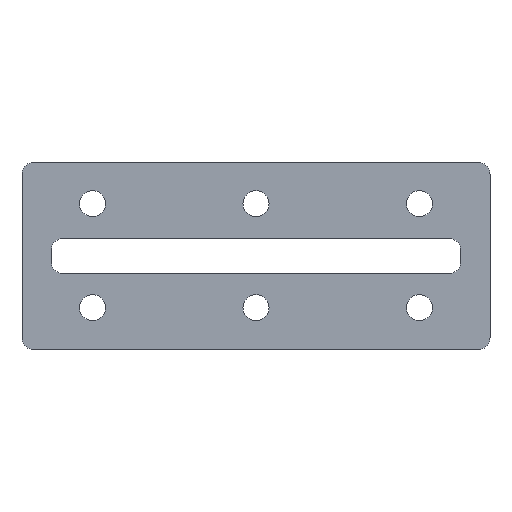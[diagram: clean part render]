
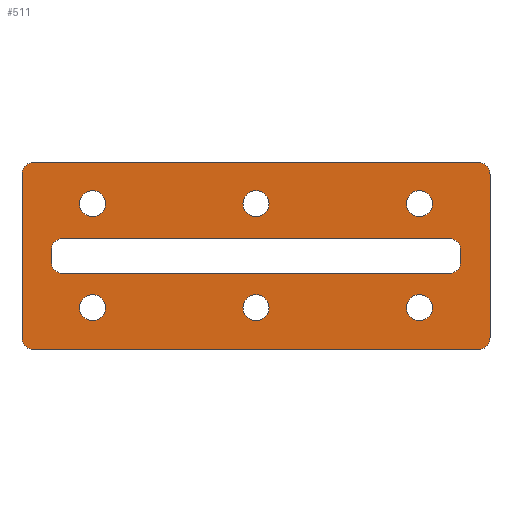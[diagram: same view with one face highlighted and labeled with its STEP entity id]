
A CAD part, top view. The second image highlights one B-rep face of the part: STEP entity #511.
In plain terms, the highlighted planar face has unit normal (0, 0, 1).
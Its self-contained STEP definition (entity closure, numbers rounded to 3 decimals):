
#43=FACE_BOUND('',#114,.T.);
#44=FACE_BOUND('',#115,.T.);
#45=FACE_BOUND('',#116,.T.);
#46=FACE_BOUND('',#117,.T.);
#47=FACE_BOUND('',#118,.T.);
#48=FACE_BOUND('',#119,.T.);
#49=FACE_BOUND('',#120,.T.);
#65=PLANE('',#633);
#89=FACE_OUTER_BOUND('',#113,.T.);
#113=EDGE_LOOP('',(#431,#432,#433,#434,#435,#436,#437,#438));
#114=EDGE_LOOP('',(#439));
#115=EDGE_LOOP('',(#440));
#116=EDGE_LOOP('',(#441));
#117=EDGE_LOOP('',(#442));
#118=EDGE_LOOP('',(#443));
#119=EDGE_LOOP('',(#444));
#120=EDGE_LOOP('',(#445,#446,#447,#448,#449,#450,#451,#452));
#137=LINE('',#862,#175);
#141=LINE('',#874,#179);
#145=LINE('',#886,#183);
#149=LINE('',#898,#187);
#154=LINE('',#916,#192);
#158=LINE('',#928,#196);
#162=LINE('',#940,#200);
#166=LINE('',#950,#204);
#175=VECTOR('',#697,10.);
#179=VECTOR('',#709,10.);
#183=VECTOR('',#721,10.);
#187=VECTOR('',#733,10.);
#192=VECTOR('',#752,10.);
#196=VECTOR('',#764,10.);
#200=VECTOR('',#776,10.);
#204=VECTOR('',#788,10.);
#205=CIRCLE('',#584,1.115);
#207=CIRCLE('',#587,1.115);
#209=CIRCLE('',#590,1.115);
#211=CIRCLE('',#593,1.115);
#213=CIRCLE('',#596,1.115);
#215=CIRCLE('',#599,1.115);
#218=CIRCLE('',#604,1.);
#220=CIRCLE('',#608,1.);
#222=CIRCLE('',#612,1.);
#224=CIRCLE('',#616,1.);
#226=CIRCLE('',#619,1.);
#228=CIRCLE('',#623,1.);
#230=CIRCLE('',#627,1.);
#232=CIRCLE('',#631,1.);
#233=VERTEX_POINT('',#820);
#235=VERTEX_POINT('',#826);
#237=VERTEX_POINT('',#832);
#239=VERTEX_POINT('',#838);
#241=VERTEX_POINT('',#844);
#243=VERTEX_POINT('',#850);
#247=VERTEX_POINT('',#859);
#248=VERTEX_POINT('',#861);
#250=VERTEX_POINT('',#867);
#252=VERTEX_POINT('',#873);
#254=VERTEX_POINT('',#879);
#256=VERTEX_POINT('',#885);
#258=VERTEX_POINT('',#891);
#260=VERTEX_POINT('',#897);
#263=VERTEX_POINT('',#907);
#264=VERTEX_POINT('',#909);
#266=VERTEX_POINT('',#915);
#268=VERTEX_POINT('',#921);
#270=VERTEX_POINT('',#927);
#272=VERTEX_POINT('',#933);
#274=VERTEX_POINT('',#939);
#276=VERTEX_POINT('',#945);
#277=EDGE_CURVE('',#233,#233,#205,.T.);
#280=EDGE_CURVE('',#235,#235,#207,.T.);
#283=EDGE_CURVE('',#237,#237,#209,.T.);
#286=EDGE_CURVE('',#239,#239,#211,.T.);
#289=EDGE_CURVE('',#241,#241,#213,.T.);
#292=EDGE_CURVE('',#243,#243,#215,.T.);
#297=EDGE_CURVE('',#248,#247,#137,.T.);
#300=EDGE_CURVE('',#250,#248,#218,.T.);
#303=EDGE_CURVE('',#252,#250,#141,.T.);
#306=EDGE_CURVE('',#254,#252,#220,.T.);
#309=EDGE_CURVE('',#256,#254,#145,.T.);
#312=EDGE_CURVE('',#258,#256,#222,.T.);
#315=EDGE_CURVE('',#260,#258,#149,.T.);
#318=EDGE_CURVE('',#247,#260,#224,.T.);
#321=EDGE_CURVE('',#264,#263,#226,.T.);
#324=EDGE_CURVE('',#266,#264,#154,.T.);
#327=EDGE_CURVE('',#268,#266,#228,.T.);
#330=EDGE_CURVE('',#270,#268,#158,.T.);
#333=EDGE_CURVE('',#272,#270,#230,.T.);
#336=EDGE_CURVE('',#274,#272,#162,.T.);
#339=EDGE_CURVE('',#276,#274,#232,.T.);
#342=EDGE_CURVE('',#263,#276,#166,.T.);
#431=ORIENTED_EDGE('',*,*,#342,.T.);
#432=ORIENTED_EDGE('',*,*,#339,.T.);
#433=ORIENTED_EDGE('',*,*,#336,.T.);
#434=ORIENTED_EDGE('',*,*,#333,.T.);
#435=ORIENTED_EDGE('',*,*,#330,.T.);
#436=ORIENTED_EDGE('',*,*,#327,.T.);
#437=ORIENTED_EDGE('',*,*,#324,.T.);
#438=ORIENTED_EDGE('',*,*,#321,.T.);
#439=ORIENTED_EDGE('',*,*,#277,.T.);
#440=ORIENTED_EDGE('',*,*,#280,.T.);
#441=ORIENTED_EDGE('',*,*,#283,.T.);
#442=ORIENTED_EDGE('',*,*,#286,.T.);
#443=ORIENTED_EDGE('',*,*,#289,.T.);
#444=ORIENTED_EDGE('',*,*,#292,.T.);
#445=ORIENTED_EDGE('',*,*,#318,.T.);
#446=ORIENTED_EDGE('',*,*,#315,.T.);
#447=ORIENTED_EDGE('',*,*,#312,.T.);
#448=ORIENTED_EDGE('',*,*,#309,.T.);
#449=ORIENTED_EDGE('',*,*,#306,.T.);
#450=ORIENTED_EDGE('',*,*,#303,.T.);
#451=ORIENTED_EDGE('',*,*,#300,.T.);
#452=ORIENTED_EDGE('',*,*,#297,.T.);
#511=ADVANCED_FACE('',(#89,#43,#44,#45,#46,#47,#48,#49),#65,.T.);
#584=AXIS2_PLACEMENT_3D('',#821,#653,#654);
#587=AXIS2_PLACEMENT_3D('',#827,#660,#661);
#590=AXIS2_PLACEMENT_3D('',#833,#667,#668);
#593=AXIS2_PLACEMENT_3D('',#839,#674,#675);
#596=AXIS2_PLACEMENT_3D('',#845,#681,#682);
#599=AXIS2_PLACEMENT_3D('',#851,#688,#689);
#604=AXIS2_PLACEMENT_3D('',#868,#703,#704);
#608=AXIS2_PLACEMENT_3D('',#880,#715,#716);
#612=AXIS2_PLACEMENT_3D('',#892,#727,#728);
#616=AXIS2_PLACEMENT_3D('',#902,#739,#740);
#619=AXIS2_PLACEMENT_3D('',#910,#746,#747);
#623=AXIS2_PLACEMENT_3D('',#922,#758,#759);
#627=AXIS2_PLACEMENT_3D('',#934,#770,#771);
#631=AXIS2_PLACEMENT_3D('',#946,#782,#783);
#633=AXIS2_PLACEMENT_3D('',#951,#789,#790);
#653=DIRECTION('center_axis',(0.,0.,-1.));
#654=DIRECTION('ref_axis',(1.,0.,0.));
#660=DIRECTION('center_axis',(0.,0.,-1.));
#661=DIRECTION('ref_axis',(1.,0.,0.));
#667=DIRECTION('center_axis',(0.,0.,-1.));
#668=DIRECTION('ref_axis',(1.,0.,0.));
#674=DIRECTION('center_axis',(0.,0.,-1.));
#675=DIRECTION('ref_axis',(1.,0.,0.));
#681=DIRECTION('center_axis',(0.,0.,-1.));
#682=DIRECTION('ref_axis',(1.,0.,0.));
#688=DIRECTION('center_axis',(0.,0.,-1.));
#689=DIRECTION('ref_axis',(1.,0.,0.));
#697=DIRECTION('',(0.,1.,0.));
#703=DIRECTION('center_axis',(0.,0.,-1.));
#704=DIRECTION('ref_axis',(0.,-1.,0.));
#709=DIRECTION('',(-1.,0.,0.));
#715=DIRECTION('center_axis',(0.,0.,-1.));
#716=DIRECTION('ref_axis',(1.,0.,0.));
#721=DIRECTION('',(0.,-1.,0.));
#727=DIRECTION('center_axis',(0.,0.,-1.));
#728=DIRECTION('ref_axis',(0.,1.,0.));
#733=DIRECTION('',(1.,0.,0.));
#739=DIRECTION('center_axis',(0.,0.,-1.));
#740=DIRECTION('ref_axis',(-1.,0.,0.));
#746=DIRECTION('center_axis',(0.,0.,1.));
#747=DIRECTION('ref_axis',(0.,-1.,0.));
#752=DIRECTION('',(1.,0.,0.));
#758=DIRECTION('center_axis',(0.,0.,1.));
#759=DIRECTION('ref_axis',(-1.,0.,0.));
#764=DIRECTION('',(0.,-1.,0.));
#770=DIRECTION('center_axis',(0.,0.,1.));
#771=DIRECTION('ref_axis',(0.,1.,0.));
#776=DIRECTION('',(-1.,0.,0.));
#782=DIRECTION('center_axis',(0.,0.,1.));
#783=DIRECTION('ref_axis',(1.,0.,0.));
#788=DIRECTION('',(0.,1.,0.));
#789=DIRECTION('center_axis',(0.,0.,1.));
#790=DIRECTION('ref_axis',(1.,0.,0.));
#820=CARTESIAN_POINT('',(-1.115,4.47,1.5));
#821=CARTESIAN_POINT('Origin',(0.,4.47,1.5));
#826=CARTESIAN_POINT('',(-15.085,4.47,1.5));
#827=CARTESIAN_POINT('Origin',(-13.97,4.47,1.5));
#832=CARTESIAN_POINT('',(12.855,4.47,1.5));
#833=CARTESIAN_POINT('Origin',(13.97,4.47,1.5));
#838=CARTESIAN_POINT('',(-15.085,-4.42,1.5));
#839=CARTESIAN_POINT('Origin',(-13.97,-4.42,1.5));
#844=CARTESIAN_POINT('',(-1.115,-4.42,1.5));
#845=CARTESIAN_POINT('Origin',(0.,-4.42,1.5));
#850=CARTESIAN_POINT('',(12.855,-4.42,1.5));
#851=CARTESIAN_POINT('Origin',(13.97,-4.42,1.5));
#859=CARTESIAN_POINT('',(-17.5,0.5,1.5));
#861=CARTESIAN_POINT('',(-17.5,-0.5,1.5));
#862=CARTESIAN_POINT('',(-17.5,-0.5,1.5));
#867=CARTESIAN_POINT('',(-16.5,-1.5,1.5));
#868=CARTESIAN_POINT('Origin',(-16.5,-0.5,1.5));
#873=CARTESIAN_POINT('',(16.5,-1.5,1.5));
#874=CARTESIAN_POINT('',(16.5,-1.5,1.5));
#879=CARTESIAN_POINT('',(17.5,-0.5,1.5));
#880=CARTESIAN_POINT('Origin',(16.5,-0.5,1.5));
#885=CARTESIAN_POINT('',(17.5,0.5,1.5));
#886=CARTESIAN_POINT('',(17.5,0.5,1.5));
#891=CARTESIAN_POINT('',(16.5,1.5,1.5));
#892=CARTESIAN_POINT('Origin',(16.5,0.5,1.5));
#897=CARTESIAN_POINT('',(-16.5,1.5,1.5));
#898=CARTESIAN_POINT('',(-16.5,1.5,1.5));
#902=CARTESIAN_POINT('Origin',(-16.5,0.5,1.5));
#907=CARTESIAN_POINT('',(20.,-7.,1.5));
#909=CARTESIAN_POINT('',(19.,-8.,1.5));
#910=CARTESIAN_POINT('Origin',(19.,-7.,1.5));
#915=CARTESIAN_POINT('',(-19.,-8.,1.5));
#916=CARTESIAN_POINT('',(-19.,-8.,1.5));
#921=CARTESIAN_POINT('',(-20.,-7.,1.5));
#922=CARTESIAN_POINT('Origin',(-19.,-7.,1.5));
#927=CARTESIAN_POINT('',(-20.,7.,1.5));
#928=CARTESIAN_POINT('',(-20.,7.,1.5));
#933=CARTESIAN_POINT('',(-19.,8.,1.5));
#934=CARTESIAN_POINT('Origin',(-19.,7.,1.5));
#939=CARTESIAN_POINT('',(19.,8.,1.5));
#940=CARTESIAN_POINT('',(19.,8.,1.5));
#945=CARTESIAN_POINT('',(20.,7.,1.5));
#946=CARTESIAN_POINT('Origin',(19.,7.,1.5));
#950=CARTESIAN_POINT('',(20.,-7.,1.5));
#951=CARTESIAN_POINT('Origin',(0.,0.,1.5));
